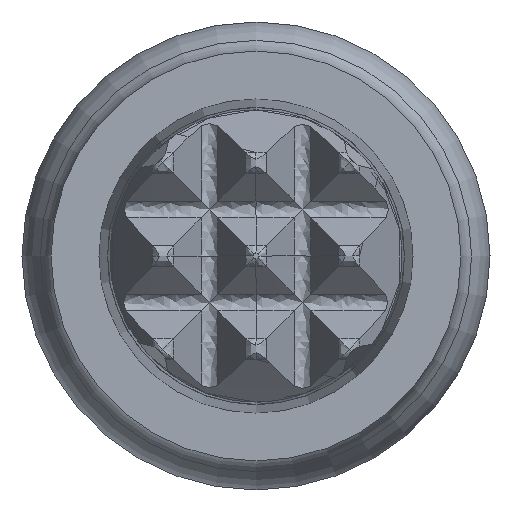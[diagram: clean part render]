
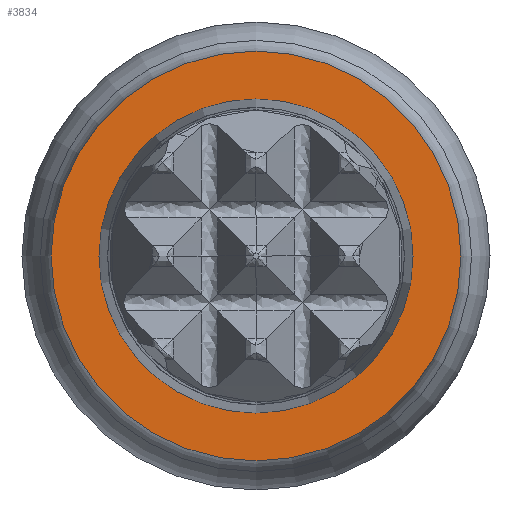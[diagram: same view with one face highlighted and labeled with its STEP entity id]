
A CAD part, left-side view. The second image highlights one B-rep face of the part: STEP entity #3834.
In plain terms, the highlighted planar face has unit normal (-1, 0, 0).
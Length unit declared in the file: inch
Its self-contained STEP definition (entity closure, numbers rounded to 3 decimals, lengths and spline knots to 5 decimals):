
#145 = CARTESIAN_POINT ( 'NONE',  ( 0., 0., 0. ) ) ;
#228 = FACE_OUTER_BOUND ( 'NONE', #5959, .T. ) ;
#303 = CIRCLE ( 'NONE', #2840, 0.01349 ) ;
#644 = EDGE_CURVE ( 'NONE', #2788, #2788, #6412, .T. ) ;
#813 = FACE_BOUND ( 'NONE', #4813, .T. ) ;
#860 = DIRECTION ( 'NONE',  ( 1., 0., 0. ) ) ;
#940 = EDGE_CURVE ( 'NONE', #2286, #2286, #303, .T. ) ;
#1787 = ORIENTED_EDGE ( 'NONE', *, *, #940, .F. ) ;
#1972 = DIRECTION ( 'NONE',  ( 0., 0., 1. ) ) ;
#2018 = DIRECTION ( 'NONE',  ( 0., 0., -1. ) ) ;
#2286 = VERTEX_POINT ( 'NONE', #6556 ) ;
#2531 = PLANE ( 'NONE',  #6450 ) ;
#2788 = VERTEX_POINT ( 'NONE', #6516 ) ;
#2840 = AXIS2_PLACEMENT_3D ( 'NONE', #145, #7486, #1972 ) ;
#3708 = ORIENTED_EDGE ( 'NONE', *, *, #644, .F. ) ;
#3834 = ADVANCED_FACE ( 'NONE', ( #813, #228 ), #2531, .T. ) ;
#4353 = CARTESIAN_POINT ( 'NONE',  ( 0., 0., 0. ) ) ;
#4813 = EDGE_LOOP ( 'NONE', ( #1787 ) ) ;
#4973 = CARTESIAN_POINT ( 'NONE',  ( 0., 0.0165, 0. ) ) ;
#5052 = DIRECTION ( 'NONE',  ( -1., 0., 0. ) ) ;
#5628 = DIRECTION ( 'NONE',  ( 0., 0., 1. ) ) ;
#5959 = EDGE_LOOP ( 'NONE', ( #3708 ) ) ;
#6412 = CIRCLE ( 'NONE', #7456, 0.0176 ) ;
#6450 = AXIS2_PLACEMENT_3D ( 'NONE', #4973, #5052, #5628 ) ;
#6516 = CARTESIAN_POINT ( 'NONE',  ( 0., 0., -0.0176 ) ) ;
#6556 = CARTESIAN_POINT ( 'NONE',  ( 0., 0., 0.01349 ) ) ;
#7456 = AXIS2_PLACEMENT_3D ( 'NONE', #4353, #860, #2018 ) ;
#7486 = DIRECTION ( 'NONE',  ( -1., 0., 0. ) ) ;
